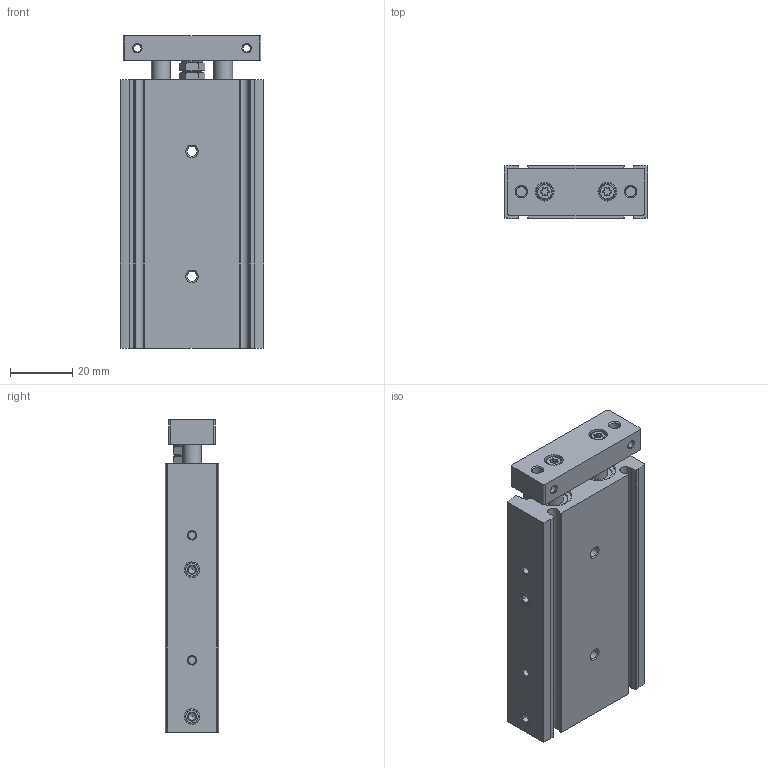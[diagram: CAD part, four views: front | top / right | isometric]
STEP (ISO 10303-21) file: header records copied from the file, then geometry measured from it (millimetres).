
FILE_DESCRIPTION(/* description */ ('STEP AP214'),/* implementation_level */ '2;1');
FILE_NAME(/* name */ '8100557_DGTZ-GF-10-40-P-A',/* time_stamp */ '2024-08-16T08:45:56+02:00',/* author */ ('License CC BY-ND 4.0'),/* organization */ ('CADENAS'),/* preprocessor_version */ 'ST-DEVELOPER v19.3',/* originating_system */ 'PARTsolutions',/* authorisation */ ' ');
FILE_SCHEMA (('AUTOMOTIVE_DESIGN {1 0 10303 214 3 1 1}'));
Length unit declared in the file: millimetre
Products named in the file (6): 8100557 DGTZ-GF-10-40-P-A-40---(high0); 8116418 DGTZ-GF-10-40---(high_z); 8116418 DGTZ-GF-10-40---(high_k); DIN-439-B - M4(F); Hexagon bolt DIN 933 - M4x18; ISO-4026 M5x5
Assembly tree (6 placements, depth 2):
  8100557 DGTZ-GF-10-40-P-A-40---(high0)
    8116418 DGTZ-GF-10-40---(high_z)
    8116418 DGTZ-GF-10-40---(high_k)
    DIN-439-B - M4(F)
    Hexagon bolt DIN 933 - M4x18
    ISO-4026 M5x5  x2
Bounding box: 46 x 17 x 100 mm (x, y, z)
Volume: 63109.5 mm3; surface area: 27366.3 mm2
Topology: 6 solids, 6 shells, 277 faces, 615 edges, 384 vertices
Faces by surface type: plane 112, cylinder 107, cone 54, torus 4
Full cylindrical faces by diameter (mm): 2.459 x8, 3.242 x6, 3.4 x2, 4 x1, 4.134 x4, 5 x2, 6 x6, 6.03 x1, 6.5 x2, 7 x1, 9 x2, 10 x4, 11 x4
Entity records: 7414 total; most frequent: CARTESIAN_POINT 1263, DIRECTION 1232, ORIENTED_EDGE 964, AXIS2_PLACEMENT_3D 524, EDGE_CURVE 482, FACE_BOUND 387, EDGE_LOOP 386, VERTEX_POINT 355
